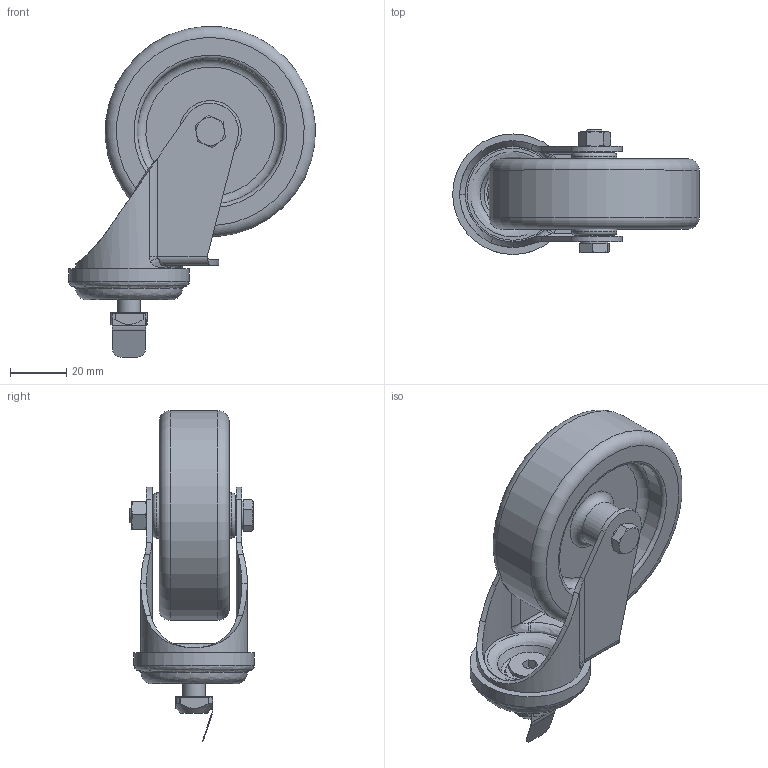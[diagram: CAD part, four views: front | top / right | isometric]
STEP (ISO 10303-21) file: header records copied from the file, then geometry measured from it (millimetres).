
FILE_DESCRIPTION(('STEP AP203'),'1');
FILE_NAME('ERGO08N1107.stp','2023-10-23T10:25:23',(' '),(' '),'Spatial InterOp 3D',' ',' ');
FILE_SCHEMA(('CONFIG_CONTROL_DESIGN'));
Length unit declared in the file: millimetre
Products named in the file (12): Ecrou carré languette 8 45 M6; Kit roulette; Roulette pivotante D75; roue pour roulette; corps; ecrou; axe; Kit roulette pivotante D75 - vis seule; Vis FHC - M8x20
Assembly tree (11 placements, depth 4):
  Kit roulette
    Ecrou carré languette 8 45 M6
      Ecrou carré languette 8 45 M6
      Ecrou carré languette 8 45 M6
    Kit roulette pivotante D75 - vis seule
      Roulette pivotante D75
        roue pour roulette
        corps
        ecrou
        axe
      Kit roulette pivotante D75 - vis seule
        Vis FHC - M8x20
Bounding box: 87.9 x 44.5 x 117.97 mm (x, y, z)
Volume: 93325.8 mm3; surface area: 35035.2 mm2
Topology: 7 solids, 7 shells, 223 faces, 516 edges, 311 vertices
Faces by surface type: plane 76, cylinder 56, cone 29, bspline 29, torus 16, revolution 9, sphere 8
Full cylindrical faces by diameter (mm): 5 x2, 6 x4, 8 x2, 8.1 x1, 10 x1, 11 x1, 15.24 x1, 16.1 x2, 17.45 x1, 32.8 x1, 34 x1, 38 x1, 43 x1, 52 x2, 75 x1
Entity records: 9293 total; most frequent: CARTESIAN_POINT 3187, ORIENTED_EDGE 886, DIRECTION 858, EDGE_CURVE 443, AXIS2_PLACEMENT_3D 350, EDGE_LOOP 301, VERTEX_POINT 301, FACE_OUTER_BOUND 266
